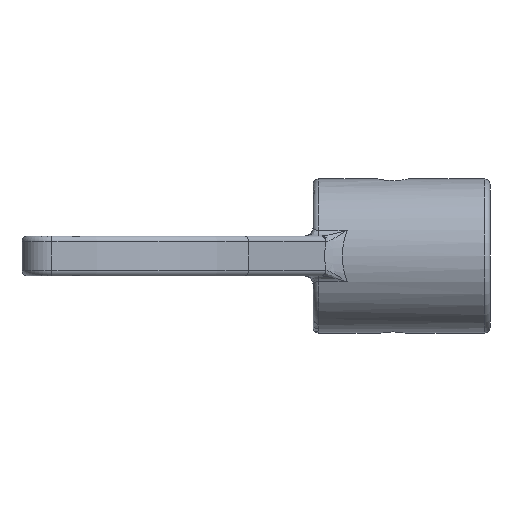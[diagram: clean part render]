
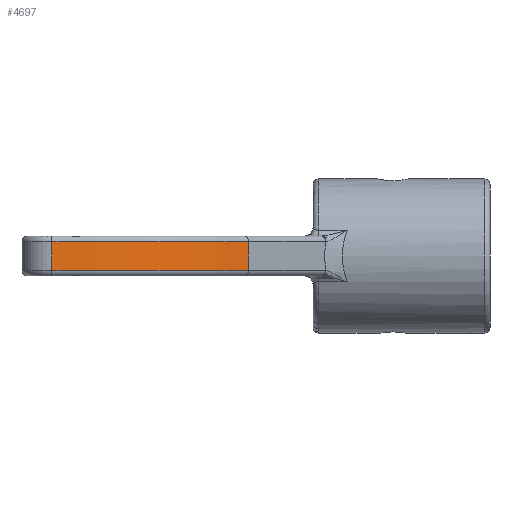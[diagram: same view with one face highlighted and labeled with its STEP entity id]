
A CAD part, front view. The second image highlights one B-rep face of the part: STEP entity #4697.
In plain terms, the highlighted cylindrical face has radius 48 mm (diameter 96 mm), a partial arc.
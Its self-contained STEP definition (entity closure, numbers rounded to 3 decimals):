
#1042=CARTESIAN_POINT('',(2.316,-47.944,2.51));
#1043=VERTEX_POINT('',#1042);
#1076=CARTESIAN_POINT('',(36.77,-30.854,2.51));
#1077=VERTEX_POINT('',#1076);
#1095=CARTESIAN_POINT('',(0.,0.,2.51));
#1096=DIRECTION('',(-0.,0.,-1.));
#1097=DIRECTION('',(1.,0.,-0.));
#1098=AXIS2_PLACEMENT_3D('',#1095,#1096,#1097);
#1099=CIRCLE('',#1098,48.);
#1100=EDGE_CURVE('',#1077,#1043,#1099,.T.);
#1807=CARTESIAN_POINT('',(36.77,-30.854,-2.51));
#1808=VERTEX_POINT('',#1807);
#1839=CARTESIAN_POINT('',(2.316,-47.944,-2.51));
#1840=VERTEX_POINT('',#1839);
#1841=CARTESIAN_POINT('',(0.,0.,-2.51));
#1842=DIRECTION('',(0.,0.,1.));
#1843=DIRECTION('',(1.,0.,-0.));
#1844=AXIS2_PLACEMENT_3D('',#1841,#1842,#1843);
#1845=CIRCLE('',#1844,48.);
#1846=EDGE_CURVE('',#1840,#1808,#1845,.T.);
#4144=CARTESIAN_POINT('',(2.316,-47.944,2.51));
#4145=DIRECTION('',(0.,0.,-1.));
#4146=VECTOR('',#4145,5.02);
#4147=LINE('',#4144,#4146);
#4148=EDGE_CURVE('',#1043,#1840,#4147,.T.);
#4681=CARTESIAN_POINT('',(0.,0.,3.5));
#4682=DIRECTION('',(0.,0.,1.));
#4683=DIRECTION('',(-1.,0.,0.));
#4684=AXIS2_PLACEMENT_3D('',#4681,#4682,#4683);
#4685=CYLINDRICAL_SURFACE('',#4684,48.);
#4686=ORIENTED_EDGE('',*,*,#4148,.T.);
#4687=ORIENTED_EDGE('',*,*,#1846,.T.);
#4688=CARTESIAN_POINT('',(36.77,-30.854,2.51));
#4689=DIRECTION('',(0.,0.,-1.));
#4690=VECTOR('',#4689,5.02);
#4691=LINE('',#4688,#4690);
#4692=EDGE_CURVE('',#1077,#1808,#4691,.T.);
#4693=ORIENTED_EDGE('',*,*,#4692,.F.);
#4694=ORIENTED_EDGE('',*,*,#1100,.T.);
#4695=EDGE_LOOP('',(#4686,#4687,#4693,#4694));
#4696=FACE_BOUND('',#4695,.T.);
#4697=ADVANCED_FACE('',(#4696),#4685,.T.);
